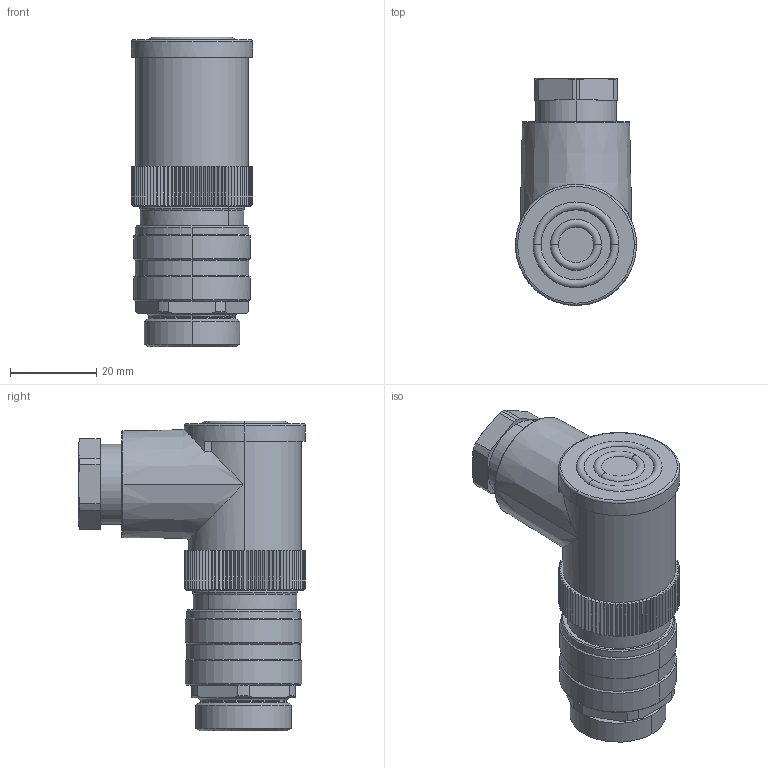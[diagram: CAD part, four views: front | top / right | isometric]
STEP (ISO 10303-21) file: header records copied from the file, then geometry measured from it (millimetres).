
FILE_DESCRIPTION(('CATIA V5 STEP Exchange','CAx-IF Rec.Pracs.--- Model Styling and Organization---1.4--- 2014-01-23'),'2;1');
FILE_NAME ('010705-1_0', '2022-04-12T09:00:25+00:00', ('none'), ('Weidmueller'), 'CATIA Version 5-6 Release 2016 SP3 HF44', 'CATIA V5 STEP AP214', 'none');
FILE_SCHEMA(('AUTOMOTIVE_DESIGN { 1 0 10303 214 1 1 1 1 }'));
Length unit declared in the file: millimetre
Products named in the file (1): 1291900000
Bounding box: 28 x 52.5 x 71.6 mm (x, y, z)
Volume: 47140.2 mm3; surface area: 14078.2 mm2
Topology: 5 solids, 5 shells, 464 faces, 1068 edges, 629 vertices
Faces by surface type: plane 230, cone 136, cylinder 62, torus 24, bspline 12
Entity records: 13406 total; most frequent: CARTESIAN_POINT 3737, ORIENTED_EDGE 2136, DIRECTION 1656, EDGE_CURVE 1068, AXIS2_PLACEMENT_3D 719, VERTEX_POINT 629, VECTOR 497, LINE 497
